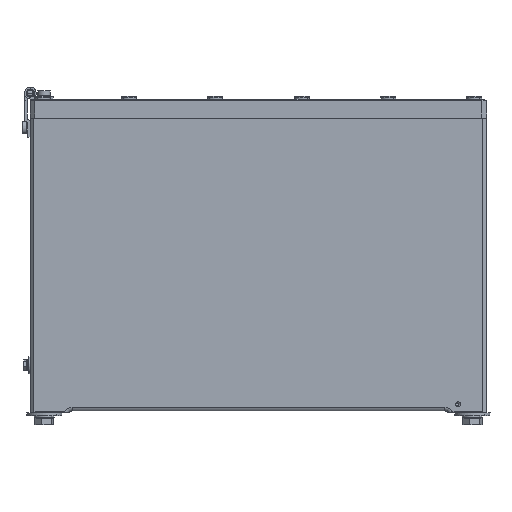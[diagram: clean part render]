
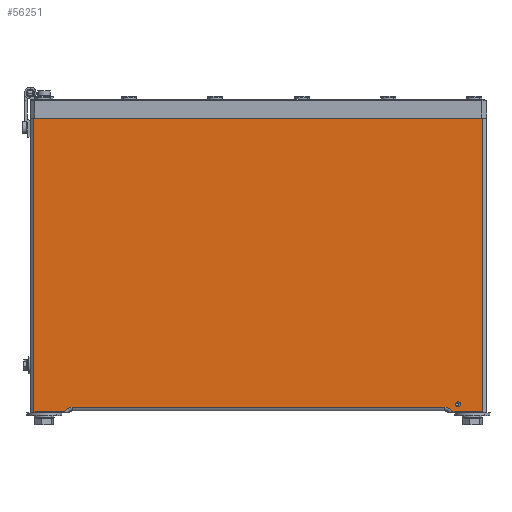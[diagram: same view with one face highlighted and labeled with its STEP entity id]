
A CAD part, front view. The second image highlights one B-rep face of the part: STEP entity #56251.
In plain terms, the highlighted planar face has unit normal (0, -1, 0).
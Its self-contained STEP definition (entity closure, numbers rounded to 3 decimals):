
#4189 = CARTESIAN_POINT ( 'NONE',  ( -236., -240., 308. ) ) ;
#4193 = CARTESIAN_POINT ( 'NONE',  ( 236., -240., -1. ) ) ;
#4256 = CARTESIAN_POINT ( 'NONE',  ( 203.416, -240., -1. ) ) ;
#4334 = CARTESIAN_POINT ( 'NONE',  ( 236., -240., 308. ) ) ;
#4352 = CARTESIAN_POINT ( 'NONE',  ( 196., -240., 4. ) ) ;
#4385 = CARTESIAN_POINT ( 'NONE',  ( -203.416, -240., -1. ) ) ;
#4396 = CARTESIAN_POINT ( 'NONE',  ( -236., -240., -1. ) ) ;
#4422 = CARTESIAN_POINT ( 'NONE',  ( -196., -240., 4. ) ) ;
#5397 = PLANE ( 'NONE',  #46745 ) ;
#5496 = CARTESIAN_POINT ( 'NONE',  ( -240., -240., 310.5 ) ) ;
#5499 = DIRECTION ( 'NONE',  ( 0., 1., 0. ) ) ;
#5501 = DIRECTION ( 'NONE',  ( 0., 0., 1. ) ) ;
#7150 = AXIS2_PLACEMENT_3D ( 'NONE', #8436, #8448, #8486 ) ;
#8436 = CARTESIAN_POINT ( 'NONE',  ( 210., -240., 7. ) ) ;
#8448 = DIRECTION ( 'NONE',  ( 0., -1., 0. ) ) ;
#8486 = DIRECTION ( 'NONE',  ( 0., 0., -1. ) ) ;
#20069 = DIRECTION ( 'NONE',  ( 1., 0., 0. ) ) ;
#20095 = CARTESIAN_POINT ( 'NONE',  ( -240., -240., 308. ) ) ;
#20989 = LINE ( 'NONE', #20095, #20990 ) ;
#20990 = VECTOR ( 'NONE', #20069, 1000. ) ;
#21093 = LINE ( 'NONE', #25968, #21129 ) ;
#21096 = VECTOR ( 'NONE', #25996, 1000. ) ;
#21112 = CIRCLE ( 'NONE', #23861, 8. ) ;
#21115 = CIRCLE ( 'NONE', #23940, 8. ) ;
#21125 = LINE ( 'NONE', #26017, #21096 ) ;
#21129 = VECTOR ( 'NONE', #25955, 1000. ) ;
#21134 = LINE ( 'NONE', #26029, #21136 ) ;
#21136 = VECTOR ( 'NONE', #25989, 1000. ) ;
#21143 = VECTOR ( 'NONE', #26146, 1000. ) ;
#21155 = LINE ( 'NONE', #25292, #21158 ) ;
#21158 = VECTOR ( 'NONE', #25296, 1000. ) ;
#21168 = LINE ( 'NONE', #26131, #21143 ) ;
#21208 = CIRCLE ( 'NONE', #24082, 2.5 ) ;
#23861 = AXIS2_PLACEMENT_3D ( 'NONE', #26061, #26050, #26058 ) ;
#23940 = AXIS2_PLACEMENT_3D ( 'NONE', #25962, #25950, #25967 ) ;
#24082 = AXIS2_PLACEMENT_3D ( 'NONE', #25318, #25330, #25332 ) ;
#25292 = CARTESIAN_POINT ( 'NONE',  ( -236., -240., 310.5 ) ) ;
#25296 = DIRECTION ( 'NONE',  ( 0., 0., -1. ) ) ;
#25318 = CARTESIAN_POINT ( 'NONE',  ( 210., -240., 7. ) ) ;
#25330 = DIRECTION ( 'NONE',  ( 0., -1., 0. ) ) ;
#25332 = DIRECTION ( 'NONE',  ( 0., 0., -1. ) ) ;
#25950 = DIRECTION ( 'NONE',  ( 0., -1., 0. ) ) ;
#25955 = DIRECTION ( 'NONE',  ( 1., 0., 0. ) ) ;
#25962 = CARTESIAN_POINT ( 'NONE',  ( -196., -240., -4. ) ) ;
#25967 = DIRECTION ( 'NONE',  ( 0., 0., 1. ) ) ;
#25968 = CARTESIAN_POINT ( 'NONE',  ( 236., -240., -1. ) ) ;
#25989 = DIRECTION ( 'NONE',  ( 1., 0., 0. ) ) ;
#25996 = DIRECTION ( 'NONE',  ( 1., 0., 0. ) ) ;
#26017 = CARTESIAN_POINT ( 'NONE',  ( -204., -240., -1. ) ) ;
#26029 = CARTESIAN_POINT ( 'NONE',  ( -240., -240., 4. ) ) ;
#26050 = DIRECTION ( 'NONE',  ( 0., -1., 0. ) ) ;
#26058 = DIRECTION ( 'NONE',  ( 0., 0., 1. ) ) ;
#26061 = CARTESIAN_POINT ( 'NONE',  ( 196., -240., -4. ) ) ;
#26131 = CARTESIAN_POINT ( 'NONE',  ( 236., -240., 310.5 ) ) ;
#26146 = DIRECTION ( 'NONE',  ( 0., 0., 1. ) ) ;
#39687 = CARTESIAN_POINT ( 'NONE',  ( 210., -240., 9.5 ) ) ;
#39697 = CARTESIAN_POINT ( 'NONE',  ( 210., -240., 4.5 ) ) ;
#44272 = FACE_BOUND ( 'NONE', #54276, .T. ) ;
#44353 = FACE_OUTER_BOUND ( 'NONE', #54242, .T. ) ;
#46745 = AXIS2_PLACEMENT_3D ( 'NONE', #5496, #5499, #5501 ) ;
#48899 = VERTEX_POINT ( 'NONE', #4189 ) ;
#48921 = VERTEX_POINT ( 'NONE', #4193 ) ;
#48943 = VERTEX_POINT ( 'NONE', #4334 ) ;
#48982 = VERTEX_POINT ( 'NONE', #4256 ) ;
#49013 = VERTEX_POINT ( 'NONE', #4352 ) ;
#49015 = VERTEX_POINT ( 'NONE', #4422 ) ;
#49016 = VERTEX_POINT ( 'NONE', #4385 ) ;
#49019 = VERTEX_POINT ( 'NONE', #4396 ) ;
#49950 = EDGE_CURVE ( 'NONE', #53877, #53882, #59158, .T. ) ;
#50957 = EDGE_CURVE ( 'NONE', #48899, #48943, #20989, .T. ) ;
#51045 = EDGE_CURVE ( 'NONE', #49015, #49016, #21115, .T. ) ;
#51050 = EDGE_CURVE ( 'NONE', #48982, #48921, #21093, .T. ) ;
#51056 = EDGE_CURVE ( 'NONE', #49019, #49016, #21125, .T. ) ;
#51066 = EDGE_CURVE ( 'NONE', #49015, #49013, #21134, .T. ) ;
#51069 = EDGE_CURVE ( 'NONE', #48982, #49013, #21112, .T. ) ;
#51094 = EDGE_CURVE ( 'NONE', #48921, #48943, #21168, .T. ) ;
#51120 = EDGE_CURVE ( 'NONE', #48899, #49019, #21155, .T. ) ;
#51125 = EDGE_CURVE ( 'NONE', #53882, #53877, #21208, .T. ) ;
#53877 = VERTEX_POINT ( 'NONE', #39687 ) ;
#53882 = VERTEX_POINT ( 'NONE', #39697 ) ;
#54242 = EDGE_LOOP ( 'NONE', ( #64800, #64818, #64810, #64819, #64813, #64801, #64805, #64792 ) ) ;
#54276 = EDGE_LOOP ( 'NONE', ( #64795, #64815 ) ) ;
#56251 = ADVANCED_FACE ( 'NONE', ( #44272, #44353 ), #5397, .F. ) ;
#59158 = CIRCLE ( 'NONE', #7150, 2.5 ) ;
#64792 = ORIENTED_EDGE ( 'NONE', *, *, #51094, .T. ) ;
#64795 = ORIENTED_EDGE ( 'NONE', *, *, #51125, .F. ) ;
#64800 = ORIENTED_EDGE ( 'NONE', *, *, #50957, .F. ) ;
#64801 = ORIENTED_EDGE ( 'NONE', *, *, #51069, .F. ) ;
#64805 = ORIENTED_EDGE ( 'NONE', *, *, #51050, .T. ) ;
#64810 = ORIENTED_EDGE ( 'NONE', *, *, #51056, .T. ) ;
#64813 = ORIENTED_EDGE ( 'NONE', *, *, #51066, .T. ) ;
#64815 = ORIENTED_EDGE ( 'NONE', *, *, #49950, .F. ) ;
#64818 = ORIENTED_EDGE ( 'NONE', *, *, #51120, .T. ) ;
#64819 = ORIENTED_EDGE ( 'NONE', *, *, #51045, .F. ) ;
